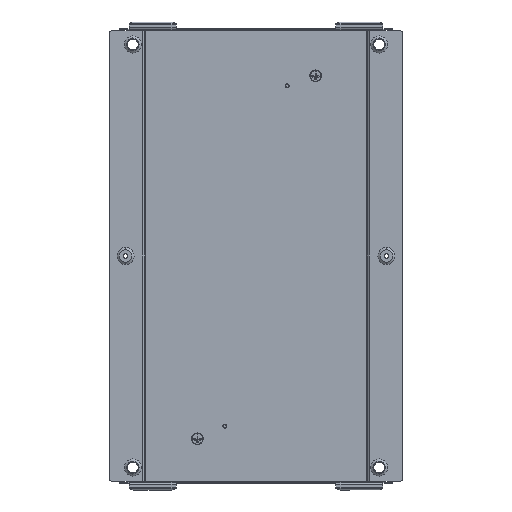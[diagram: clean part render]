
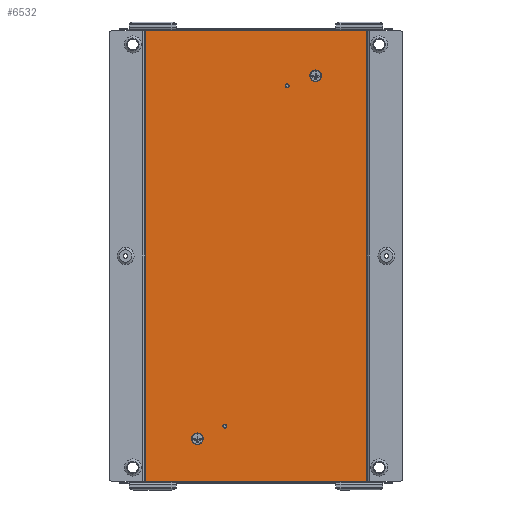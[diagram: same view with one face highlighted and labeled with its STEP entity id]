
A CAD part, front view. The second image highlights one B-rep face of the part: STEP entity #6532.
In plain terms, the highlighted planar face has unit normal (0, -1, 0).
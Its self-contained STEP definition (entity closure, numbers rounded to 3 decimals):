
#641 = CARTESIAN_POINT ( 'NONE',  ( -188.75, -1.5, 384. ) ) ;
#1108 = VERTEX_POINT ( 'NONE', #11431 ) ;
#1660 = DIRECTION ( 'NONE',  ( 0., 0., -1. ) ) ;
#1999 = CARTESIAN_POINT ( 'NONE',  ( 188.75, -1.5, 384. ) ) ;
#2623 = CARTESIAN_POINT ( 'NONE',  ( 188.75, -1.5, -384. ) ) ;
#3041 = ORIENTED_EDGE ( 'NONE', *, *, #12512, .F. ) ;
#4837 = ORIENTED_EDGE ( 'NONE', *, *, #10734, .F. ) ;
#5578 = CARTESIAN_POINT ( 'NONE',  ( 188.75, -1.5, 387. ) ) ;
#5777 = CARTESIAN_POINT ( 'NONE',  ( 0., -1.5, 0. ) ) ;
#6013 = ORIENTED_EDGE ( 'NONE', *, *, #15128, .F. ) ;
#6532 = ADVANCED_FACE ( 'NONE', ( #7518 ), #7050, .T. ) ;
#7050 = PLANE ( 'NONE',  #15556 ) ;
#7518 = FACE_OUTER_BOUND ( 'NONE', #15400, .T. ) ;
#7669 = DIRECTION ( 'NONE',  ( 1., 0., 0. ) ) ;
#8066 = VECTOR ( 'NONE', #7669, 1000. ) ;
#9967 = EDGE_CURVE ( 'NONE', #20557, #1108, #18945, .T. ) ;
#10056 = CARTESIAN_POINT ( 'NONE',  ( 188.75, -1.5, -384. ) ) ;
#10734 = EDGE_CURVE ( 'NONE', #18174, #20557, #16710, .T. ) ;
#11431 = CARTESIAN_POINT ( 'NONE',  ( -188.75, -1.5, 384. ) ) ;
#12382 = VERTEX_POINT ( 'NONE', #1999 ) ;
#12512 = EDGE_CURVE ( 'NONE', #12382, #18174, #21388, .T. ) ;
#12809 = DIRECTION ( 'NONE',  ( 0., -1., 0. ) ) ;
#13318 = ORIENTED_EDGE ( 'NONE', *, *, #9967, .F. ) ;
#15128 = EDGE_CURVE ( 'NONE', #1108, #12382, #16005, .T. ) ;
#15400 = EDGE_LOOP ( 'NONE', ( #13318, #4837, #3041, #6013 ) ) ;
#15556 = AXIS2_PLACEMENT_3D ( 'NONE', #5777, #12809, #18133 ) ;
#15615 = VECTOR ( 'NONE', #16987, 1000. ) ;
#15840 = CARTESIAN_POINT ( 'NONE',  ( -188.75, -1.5, -384. ) ) ;
#16005 = LINE ( 'NONE', #641, #8066 ) ;
#16710 = LINE ( 'NONE', #2623, #19723 ) ;
#16987 = DIRECTION ( 'NONE',  ( 0., 0., 1. ) ) ;
#17197 = VECTOR ( 'NONE', #1660, 1000. ) ;
#18133 = DIRECTION ( 'NONE',  ( 0., 0., -1. ) ) ;
#18174 = VERTEX_POINT ( 'NONE', #10056 ) ;
#18428 = DIRECTION ( 'NONE',  ( -1., 0., 0. ) ) ;
#18945 = LINE ( 'NONE', #20568, #15615 ) ;
#19723 = VECTOR ( 'NONE', #18428, 1000. ) ;
#20557 = VERTEX_POINT ( 'NONE', #15840 ) ;
#20568 = CARTESIAN_POINT ( 'NONE',  ( -188.75, -1.5, -387. ) ) ;
#21388 = LINE ( 'NONE', #5578, #17197 ) ;
